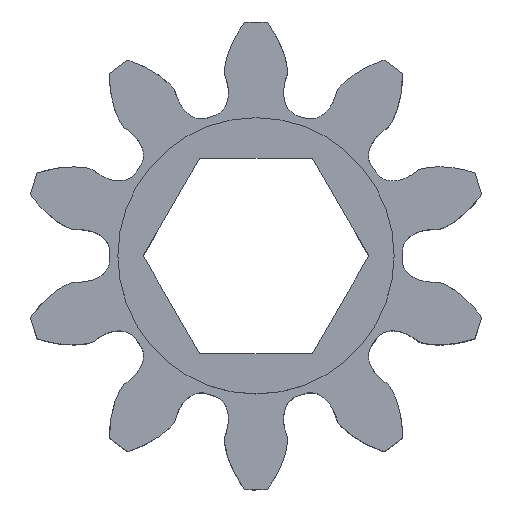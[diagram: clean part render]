
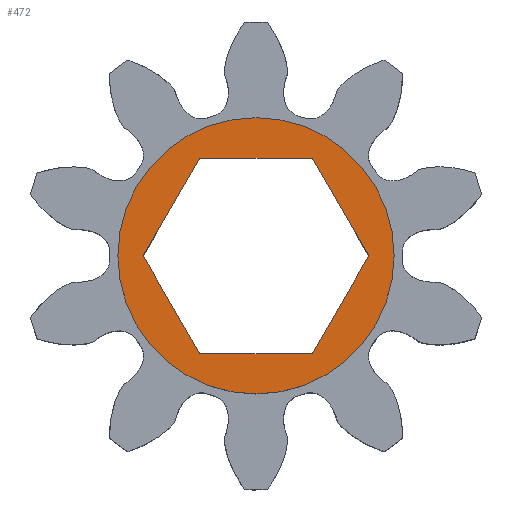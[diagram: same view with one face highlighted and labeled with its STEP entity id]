
A CAD part, top view. The second image highlights one B-rep face of the part: STEP entity #472.
In plain terms, the highlighted planar face has unit normal (0, 0, 1).
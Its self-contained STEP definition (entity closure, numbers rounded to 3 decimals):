
#89 = VERTEX_POINT ( 'NONE', #5526 ) ;
#472 = ADVANCED_FACE ( 'NONE', ( #2429, #2329 ), #5987, .F. ) ;
#493 = AXIS2_PLACEMENT_3D ( 'NONE', #4991, #5383, #2906 ) ;
#577 = CARTESIAN_POINT ( 'NONE',  ( -9., 0., 6.35 ) ) ;
#585 = CARTESIAN_POINT ( 'NONE',  ( -7.35, 0., 6.35 ) ) ;
#621 = VERTEX_POINT ( 'NONE', #6455 ) ;
#676 = CARTESIAN_POINT ( 'NONE',  ( -3.675, 6.365, 6.35 ) ) ;
#755 = CARTESIAN_POINT ( 'NONE',  ( 9., 0., 6.35 ) ) ;
#827 = CARTESIAN_POINT ( 'NONE',  ( -3.675, -6.365, 6.35 ) ) ;
#982 = VERTEX_POINT ( 'NONE', #4443 ) ;
#1021 = LINE ( 'NONE', #3047, #6325 ) ;
#1101 = CARTESIAN_POINT ( 'NONE',  ( -3.675, -6.365, 6.35 ) ) ;
#1192 = CARTESIAN_POINT ( 'NONE',  ( 3.675, 6.365, 6.35 ) ) ;
#1218 = ORIENTED_EDGE ( 'NONE', *, *, #1887, .F. ) ;
#1289 = CARTESIAN_POINT ( 'NONE',  ( 3.675, -6.365, 6.35 ) ) ;
#1351 = VECTOR ( 'NONE', #6319, 1000. ) ;
#1449 = VECTOR ( 'NONE', #3251, 1000. ) ;
#1461 = ORIENTED_EDGE ( 'NONE', *, *, #2825, .T. ) ;
#1491 = LINE ( 'NONE', #585, #6541 ) ;
#1763 = EDGE_CURVE ( 'NONE', #89, #982, #5737, .T. ) ;
#1833 = CARTESIAN_POINT ( 'NONE',  ( 0., 0., 6.35 ) ) ;
#1887 = EDGE_CURVE ( 'NONE', #5859, #2118, #3380, .T. ) ;
#1950 = EDGE_LOOP ( 'NONE', ( #4853, #3074, #1218, #5885, #3519, #2366 ) ) ;
#2118 = VERTEX_POINT ( 'NONE', #1289 ) ;
#2148 = VERTEX_POINT ( 'NONE', #4305 ) ;
#2176 = VERTEX_POINT ( 'NONE', #755 ) ;
#2237 = ORIENTED_EDGE ( 'NONE', *, *, #4879, .T. ) ;
#2282 = VECTOR ( 'NONE', #4860, 1000. ) ;
#2329 = FACE_OUTER_BOUND ( 'NONE', #2871, .T. ) ;
#2366 = ORIENTED_EDGE ( 'NONE', *, *, #1763, .F. ) ;
#2429 = FACE_BOUND ( 'NONE', #1950, .T. ) ;
#2506 = CIRCLE ( 'NONE', #6115, 9. ) ;
#2825 = EDGE_CURVE ( 'NONE', #2176, #3273, #3578, .T. ) ;
#2836 = DIRECTION ( 'NONE',  ( -0.5, 0.866, 0. ) ) ;
#2839 = LINE ( 'NONE', #2869, #2934 ) ;
#2869 = CARTESIAN_POINT ( 'NONE',  ( 3.675, -6.365, 6.35 ) ) ;
#2871 = EDGE_LOOP ( 'NONE', ( #1461, #2237 ) ) ;
#2906 = DIRECTION ( 'NONE',  ( 1., 0., 0. ) ) ;
#2909 = EDGE_CURVE ( 'NONE', #2118, #621, #2839, .T. ) ;
#2934 = VECTOR ( 'NONE', #6459, 1000. ) ;
#3047 = CARTESIAN_POINT ( 'NONE',  ( 7.35, 0., 6.35 ) ) ;
#3074 = ORIENTED_EDGE ( 'NONE', *, *, #2909, .F. ) ;
#3251 = DIRECTION ( 'NONE',  ( -1., 0., 0. ) ) ;
#3273 = VERTEX_POINT ( 'NONE', #577 ) ;
#3380 = LINE ( 'NONE', #827, #2282 ) ;
#3431 = EDGE_CURVE ( 'NONE', #621, #89, #1021, .T. ) ;
#3475 = DIRECTION ( 'NONE',  ( 1., 0., 0. ) ) ;
#3519 = ORIENTED_EDGE ( 'NONE', *, *, #5985, .F. ) ;
#3578 = CIRCLE ( 'NONE', #493, 9. ) ;
#3974 = DIRECTION ( 'NONE',  ( 0., 0., 1. ) ) ;
#4014 = DIRECTION ( 'NONE',  ( 0.5, -0.866, 0. ) ) ;
#4197 = AXIS2_PLACEMENT_3D ( 'NONE', #1833, #4848, #4417 ) ;
#4282 = EDGE_CURVE ( 'NONE', #2148, #5859, #1491, .T. ) ;
#4305 = CARTESIAN_POINT ( 'NONE',  ( -7.35, 0., 6.35 ) ) ;
#4417 = DIRECTION ( 'NONE',  ( -1., 0., 0. ) ) ;
#4443 = CARTESIAN_POINT ( 'NONE',  ( -3.675, 6.365, 6.35 ) ) ;
#4722 = LINE ( 'NONE', #676, #1351 ) ;
#4848 = DIRECTION ( 'NONE',  ( 0., 0., -1. ) ) ;
#4853 = ORIENTED_EDGE ( 'NONE', *, *, #3431, .F. ) ;
#4860 = DIRECTION ( 'NONE',  ( 1., 0., 0. ) ) ;
#4879 = EDGE_CURVE ( 'NONE', #3273, #2176, #2506, .T. ) ;
#4991 = CARTESIAN_POINT ( 'NONE',  ( 0., 0., 6.35 ) ) ;
#5090 = CARTESIAN_POINT ( 'NONE',  ( 0., 0., 6.35 ) ) ;
#5383 = DIRECTION ( 'NONE',  ( 0., 0., 1. ) ) ;
#5526 = CARTESIAN_POINT ( 'NONE',  ( 3.675, 6.365, 6.35 ) ) ;
#5737 = LINE ( 'NONE', #1192, #1449 ) ;
#5859 = VERTEX_POINT ( 'NONE', #1101 ) ;
#5885 = ORIENTED_EDGE ( 'NONE', *, *, #4282, .F. ) ;
#5985 = EDGE_CURVE ( 'NONE', #982, #2148, #4722, .T. ) ;
#5987 = PLANE ( 'NONE',  #4197 ) ;
#6115 = AXIS2_PLACEMENT_3D ( 'NONE', #5090, #3974, #3475 ) ;
#6319 = DIRECTION ( 'NONE',  ( -0.5, -0.866, 0. ) ) ;
#6325 = VECTOR ( 'NONE', #2836, 1000. ) ;
#6455 = CARTESIAN_POINT ( 'NONE',  ( 7.35, 0., 6.35 ) ) ;
#6459 = DIRECTION ( 'NONE',  ( 0.5, 0.866, 0. ) ) ;
#6541 = VECTOR ( 'NONE', #4014, 1000. ) ;
